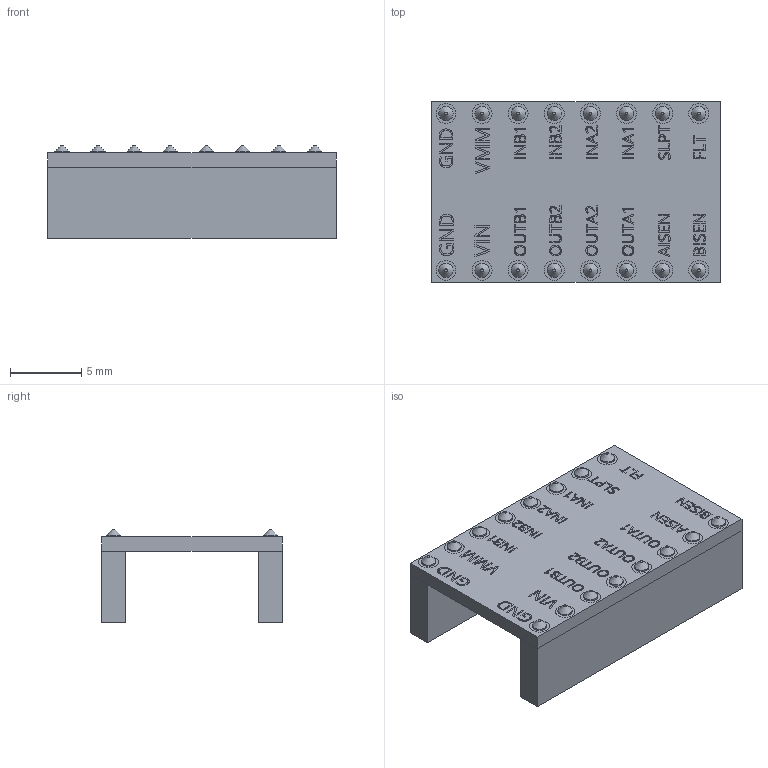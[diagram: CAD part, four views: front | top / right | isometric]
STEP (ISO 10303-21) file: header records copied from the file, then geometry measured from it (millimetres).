
FILE_DESCRIPTION( ( '' ), ' ' );
FILE_NAME( '58f75fd9c077081046faf1ec.step', '2017-04-19T13:02:18', ( '' ), ( '' ), ' ', ' ', ' ' );
FILE_SCHEMA( ( 'AUTOMOTIVE_DESIGN { 1 0 10303 214 1 1 1 1 }' ) );
Length unit declared in the file: metre
Products named in the file (100): Part 100; Part 99; Part 83; Part 84; Part 85; Part 86; Part 87; Part 88; Part 89; Part 90; Part 98; Part 97; Part 96; Part 95; Part 94; Part 93; Part 92; Part 91; Part 74; Part 70; Part 55; Part 38; Part 33; Part 78; Part 66; Part 62; Part 50; Part 48; Part 45; Part 43; Part 40; Part 35; Part 30; Part 23; Part 20; Part 82; Part 81; Part 80; Part 79; Part 77 ...
Bounding box: 20.32 x 12.7 x 6.5 mm (x, y, z)
Volume: 605.4 mm3; surface area: 1436.6 mm2
Topology: 100 solids, 100 shells, 1187 faces, 2945 edges, 1958 vertices
Faces by surface type: plane 711, extrusion 396, cylinder 64, cone 16
Full cylindrical faces by diameter (mm): 1 x32, 1.4 x32
Entity records: 45685 total; most frequent: CARTESIAN_POINT 8486, ORIENTED_EDGE 5730, DIRECTION 4395, EDGE_CURVE 2865, VECTOR 2325, VERTEX_POINT 1958, LINE 1929, EDGE_LOOP 1375
